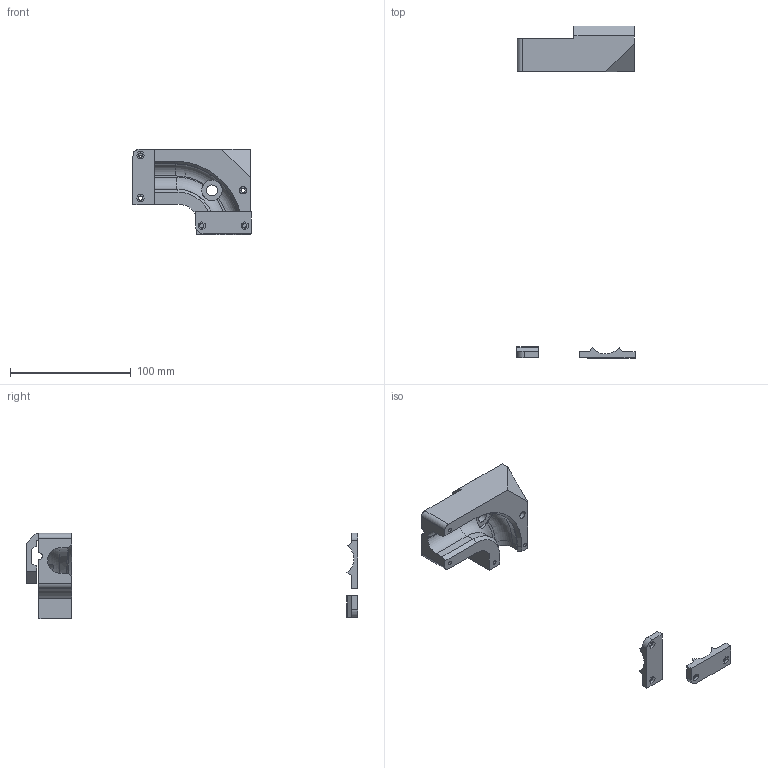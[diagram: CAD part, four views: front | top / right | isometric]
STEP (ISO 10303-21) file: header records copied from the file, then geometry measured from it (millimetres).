
FILE_DESCRIPTION(('HOOPS Exchange Step'),'2;1');
FILE_NAME('temp_export','2026-01-25T16:36:55-06:00',('mobile'),('Shapr3D Limited'),'HOOPS Exchange 2025.7','Shapr3D','Authorized');
FILE_SCHEMA( ('AP242_MANAGED_MODEL_BASED_3D_ENGINEERING_MIM_LF {1 0 10303 442 1 1 4}') );
Length unit declared in the file: millimetre
Products named in the file (1): root
Bounding box: 98.06 x 275.3 x 71.31 mm (x, y, z)
Volume: 121510.9 mm3; surface area: 34581.7 mm2
Topology: 3 solids, 3 shells, 144 faces, 395 edges, 265 vertices
Faces by surface type: plane 103, cylinder 33, cone 6, torus 2
Full cylindrical faces by diameter (mm): 3.4 x6, 3.71 x4, 6 x1, 9 x2, 17 x1
Entity records: 5124 total; most frequent: CARTESIAN_POINT 1325, ORIENTED_EDGE 790, DIRECTION 751, EDGE_CURVE 395, VECTOR 291, LINE 291, VERTEX_POINT 265, AXIS2_PLACEMENT_3D 230
